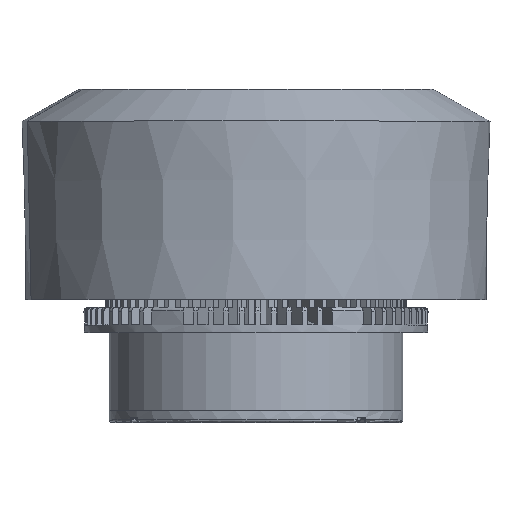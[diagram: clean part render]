
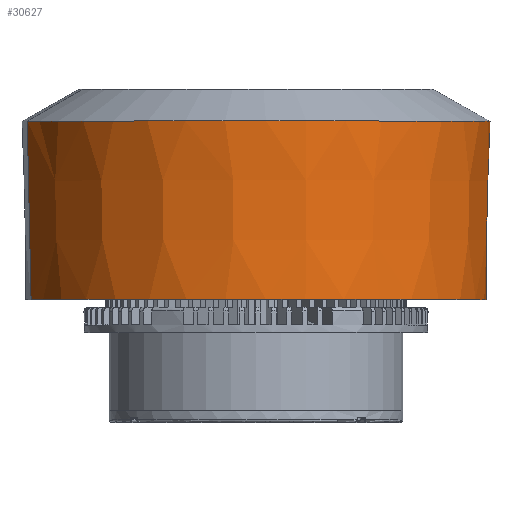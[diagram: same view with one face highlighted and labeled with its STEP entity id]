
A CAD part, top view. The second image highlights one B-rep face of the part: STEP entity #30627.
In plain terms, the highlighted conical face has half-angle 1.256 degrees and reference radius 183.544 mm.
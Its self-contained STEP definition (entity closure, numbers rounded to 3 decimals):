
#27977=DIRECTION('',(0.,-0.022,1.));
#27978=VECTOR('',#27977,140.897);
#27979=CARTESIAN_POINT('',(0.,-182.,
37.623));
#27980=LINE('',#27979,#27978);
#28194=DIRECTION('',(0.,0.022,1.));
#28195=VECTOR('',#28194,140.897);
#28196=CARTESIAN_POINT('',(0.,182.,
37.623));
#28197=LINE('',#28196,#28195);
#28198=CARTESIAN_POINT('',(0.,0.,178.487));
#28199=DIRECTION('',(0.,0.,1.));
#28200=DIRECTION('',(0.,1.,0.));
#28201=AXIS2_PLACEMENT_3D('',#28198,#28199,#28200);
#28208=CARTESIAN_POINT('',(0.,0.,37.623));
#28209=DIRECTION('',(0.,0.,1.));
#28210=DIRECTION('',(0.,1.,0.));
#28211=AXIS2_PLACEMENT_3D('',#28208,#28209,#28210);
#29842=CARTESIAN_POINT('',(0.,185.089,178.487));
#29843=VERTEX_POINT('',#29842);
#29844=CARTESIAN_POINT('',(0.,-185.089,
178.487));
#29845=VERTEX_POINT('',#29844);
#29868=CARTESIAN_POINT('',(0.,182.,
37.623));
#29869=VERTEX_POINT('',#29868);
#29870=CARTESIAN_POINT('',(0.,-182.,
37.623));
#29871=VERTEX_POINT('',#29870);
#30615=CARTESIAN_POINT('',(0.,0.,108.055));
#30616=DIRECTION('',(0.,0.,1.));
#30617=DIRECTION('',(0.,1.,0.));
#30618=AXIS2_PLACEMENT_3D('',#30615,#30616,#30617);
#30619=CONICAL_SURFACE('',#30618,183.544,1.256);
#30620=ORIENTED_EDGE('',*,*,#30426,.T.);
#30621=ORIENTED_EDGE('',*,*,#30402,.T.);
#30622=ORIENTED_EDGE('',*,*,#30430,.F.);
#30624=ORIENTED_EDGE('',*,*,#30623,.F.);
#30625=EDGE_LOOP('',(#30620,#30621,#30622,#30624));
#30626=FACE_OUTER_BOUND('',#30625,.F.);
#30627=ADVANCED_FACE('',(#30626),#30619,.T.);
#28202=CIRCLE('',#28201,185.089);
#28212=CIRCLE('',#28211,182.);
#30402=EDGE_CURVE('',#29843,#29845,#28202,.T.);
#30426=EDGE_CURVE('',#29869,#29843,#28197,.T.);
#30430=EDGE_CURVE('',#29871,#29845,#27980,.T.);
#30623=EDGE_CURVE('',#29869,#29871,#28212,.T.);
